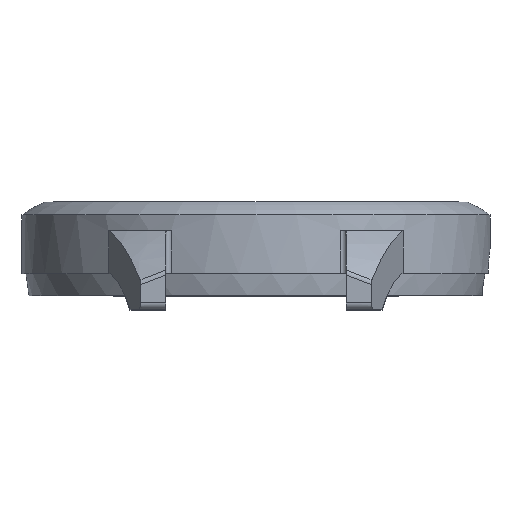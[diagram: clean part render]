
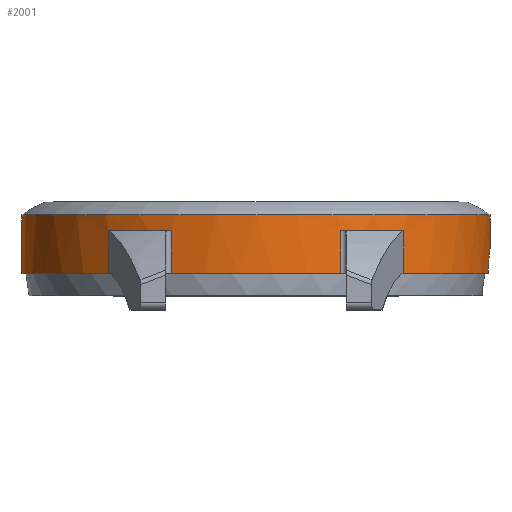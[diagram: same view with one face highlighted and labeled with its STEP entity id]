
A CAD part, top view. The second image highlights one B-rep face of the part: STEP entity #2001.
In plain terms, the highlighted cylindrical face has radius 18.25 mm (diameter 36.5 mm), a partial arc.
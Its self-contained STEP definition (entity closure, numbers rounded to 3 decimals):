
#262=CARTESIAN_POINT('',(0.,-5.6,0.));
#263=DIRECTION('',(0.,-1.,0.));
#264=DIRECTION('',(0.363,0.,0.932));
#265=AXIS2_PLACEMENT_3D('',#262,#263,#264);
#280=DIRECTION('',(0.,1.,0.));
#281=VECTOR('',#280,2.65);
#282=CARTESIAN_POINT('',(18.25,-3.65,0.));
#283=LINE('',#282,#281);
#284=DIRECTION('',(0.,1.,0.));
#285=VECTOR('',#284,4.6);
#286=CARTESIAN_POINT('',(-18.25,-5.6,0.));
#287=LINE('',#286,#285);
#318=CARTESIAN_POINT('',(18.25,-3.65,0.));
#319=CARTESIAN_POINT('',(18.25,-3.65,0.146));
#320=CARTESIAN_POINT('',(18.247,-3.678,0.428));
#321=CARTESIAN_POINT('',(18.233,-3.794,0.827));
#322=CARTESIAN_POINT('',(18.212,-3.976,1.189));
#323=CARTESIAN_POINT('',(18.188,-4.216,1.51));
#324=CARTESIAN_POINT('',(18.163,-4.507,1.781));
#325=CARTESIAN_POINT('',(18.141,-4.842,1.999));
#326=CARTESIAN_POINT('',(18.123,-5.21,2.154));
#327=CARTESIAN_POINT('',(18.115,-5.468,2.212));
#328=CARTESIAN_POINT('',(18.113,-5.6,2.23));
#330=CARTESIAN_POINT('',(0.,-5.6,0.));
#331=DIRECTION('',(0.,-1.,0.));
#332=DIRECTION('',(0.993,0.,0.122));
#333=AXIS2_PLACEMENT_3D('',#330,#331,#332);
#335=DIRECTION('',(0.,1.,0.));
#336=VECTOR('',#335,3.35);
#337=CARTESIAN_POINT('',(6.616,-5.6,17.008));
#338=LINE('',#337,#336);
#339=DIRECTION('',(0.,1.,0.));
#340=VECTOR('',#339,3.35);
#341=CARTESIAN_POINT('',(-6.616,-5.6,17.008));
#342=LINE('',#341,#340);
#343=CARTESIAN_POINT('',(0.,-5.6,0.));
#344=DIRECTION('',(0.,1.,0.));
#345=DIRECTION('',(-1.,0.,0.));
#346=AXIS2_PLACEMENT_3D('',#343,#344,#345);
#377=DIRECTION('',(0.,-1.,0.));
#378=VECTOR('',#377,3.35);
#379=CARTESIAN_POINT('',(11.5,-2.25,14.171));
#380=LINE('',#379,#378);
#535=CARTESIAN_POINT('',(0.,-2.25,0.));
#536=DIRECTION('',(0.,-1.,0.));
#537=DIRECTION('',(0.63,0.,0.776));
#538=AXIS2_PLACEMENT_3D('',#535,#536,#537);
#725=DIRECTION('',(0.,-1.,0.));
#726=VECTOR('',#725,3.35);
#727=CARTESIAN_POINT('',(-11.5,-2.25,14.171));
#728=LINE('',#727,#726);
#752=CARTESIAN_POINT('',(0.,-2.25,0.));
#753=DIRECTION('',(0.,1.,0.));
#754=DIRECTION('',(-0.63,0.,0.776));
#755=AXIS2_PLACEMENT_3D('',#752,#753,#754);
#803=CARTESIAN_POINT('',(0.,-1.,0.));
#804=DIRECTION('',(0.,1.,0.));
#805=DIRECTION('',(-1.,0.,0.));
#806=AXIS2_PLACEMENT_3D('',#803,#804,#805);
#1327=CARTESIAN_POINT('',(18.25,-3.65,0.));
#1328=CARTESIAN_POINT('',(18.25,-1.,0.));
#1329=VERTEX_POINT('',#1327);
#1330=VERTEX_POINT('',#1328);
#1351=CARTESIAN_POINT('',(-18.25,-5.6,0.));
#1352=CARTESIAN_POINT('',(-18.25,-1.,0.));
#1353=VERTEX_POINT('',#1351);
#1354=VERTEX_POINT('',#1352);
#1377=CARTESIAN_POINT('',(6.616,-5.6,17.008));
#1378=CARTESIAN_POINT('',(6.616,-2.25,17.008));
#1379=VERTEX_POINT('',#1377);
#1380=VERTEX_POINT('',#1378);
#1397=CARTESIAN_POINT('',(18.113,-5.6,2.23));
#1399=VERTEX_POINT('',#1397);
#1401=CARTESIAN_POINT('',(11.5,-5.6,14.171));
#1402=VERTEX_POINT('',#1401);
#1409=CARTESIAN_POINT('',(11.5,-2.25,14.171));
#1410=VERTEX_POINT('',#1409);
#1476=CARTESIAN_POINT('',(-11.5,-5.6,14.171));
#1478=VERTEX_POINT('',#1476);
#1493=CARTESIAN_POINT('',(-6.616,-5.6,17.008));
#1495=VERTEX_POINT('',#1493);
#1529=CARTESIAN_POINT('',(-11.5,-2.25,14.171));
#1530=VERTEX_POINT('',#1529);
#1532=CARTESIAN_POINT('',(-6.616,-2.25,17.008));
#1533=VERTEX_POINT('',#1532);
#1973=CARTESIAN_POINT('',(0.,0.,0.));
#1974=DIRECTION('',(0.,-1.,0.));
#1975=DIRECTION('',(1.,0.,0.));
#1976=AXIS2_PLACEMENT_3D('',#1973,#1974,#1975);
#1977=CYLINDRICAL_SURFACE('',#1976,18.25);
#1978=ORIENTED_EDGE('',*,*,#1947,.F.);
#1980=ORIENTED_EDGE('',*,*,#1979,.T.);
#1981=ORIENTED_EDGE('',*,*,#1916,.T.);
#1983=ORIENTED_EDGE('',*,*,#1982,.F.);
#1985=ORIENTED_EDGE('',*,*,#1984,.T.);
#1987=ORIENTED_EDGE('',*,*,#1986,.F.);
#1988=ORIENTED_EDGE('',*,*,#1908,.T.);
#1990=ORIENTED_EDGE('',*,*,#1989,.T.);
#1992=ORIENTED_EDGE('',*,*,#1991,.F.);
#1994=ORIENTED_EDGE('',*,*,#1993,.T.);
#1995=ORIENTED_EDGE('',*,*,#1900,.F.);
#1996=ORIENTED_EDGE('',*,*,#1951,.T.);
#1998=ORIENTED_EDGE('',*,*,#1997,.T.);
#1999=EDGE_LOOP('',(#1978,#1980,#1981,#1983,#1985,#1987,#1988,#1990,#1992,#1994,
#1995,#1996,#1998));
#2000=FACE_OUTER_BOUND('',#1999,.F.);
#2001=ADVANCED_FACE('',(#2000),#1977,.T.);
#266=CIRCLE('',#265,18.25);
#329=B_SPLINE_CURVE_WITH_KNOTS('',3,(#318,#319,#320,#321,#322,#323,#324,#325,
#326,#327,#328),.UNSPECIFIED.,.F.,.F.,(4,1,1,1,1,1,1,1,4),(0.,0.125,0.25,
0.375,0.5,0.625,0.75,0.875,1.),.UNSPECIFIED.);
#334=CIRCLE('',#333,18.25);
#347=CIRCLE('',#346,18.25);
#539=CIRCLE('',#538,18.25);
#756=CIRCLE('',#755,18.25);
#807=CIRCLE('',#806,18.25);
#1900=EDGE_CURVE('',#1353,#1478,#347,.T.);
#1908=EDGE_CURVE('',#1379,#1495,#266,.T.);
#1916=EDGE_CURVE('',#1399,#1402,#334,.T.);
#1947=EDGE_CURVE('',#1329,#1330,#283,.T.);
#1951=EDGE_CURVE('',#1353,#1354,#287,.T.);
#1979=EDGE_CURVE('',#1329,#1399,#329,.T.);
#1982=EDGE_CURVE('',#1410,#1402,#380,.T.);
#1984=EDGE_CURVE('',#1410,#1380,#539,.T.);
#1986=EDGE_CURVE('',#1379,#1380,#338,.T.);
#1989=EDGE_CURVE('',#1495,#1533,#342,.T.);
#1991=EDGE_CURVE('',#1530,#1533,#756,.T.);
#1993=EDGE_CURVE('',#1530,#1478,#728,.T.);
#1997=EDGE_CURVE('',#1354,#1330,#807,.T.);
